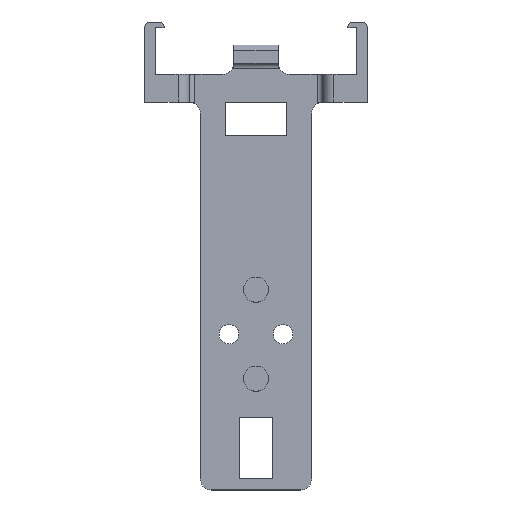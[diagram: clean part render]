
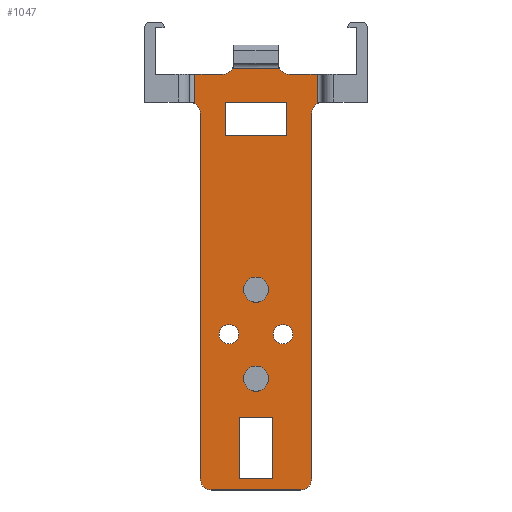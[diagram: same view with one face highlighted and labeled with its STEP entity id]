
A CAD part, top view. The second image highlights one B-rep face of the part: STEP entity #1047.
In plain terms, the highlighted planar face has unit normal (0, 0, 1).
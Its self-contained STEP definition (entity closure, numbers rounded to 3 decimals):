
#19=FACE_BOUND('',#127,.T.);
#20=FACE_BOUND('',#128,.T.);
#21=FACE_BOUND('',#129,.T.);
#22=FACE_BOUND('',#130,.T.);
#23=FACE_BOUND('',#131,.T.);
#24=FACE_BOUND('',#132,.T.);
#30=PLANE('',#1120);
#69=FACE_OUTER_BOUND('',#126,.T.);
#126=EDGE_LOOP('',(#724,#725,#726,#727,#728,#729,#730,#731,#732,#733,#734,
#735,#736,#737));
#127=EDGE_LOOP('',(#738,#739,#740,#741));
#128=EDGE_LOOP('',(#742,#743,#744,#745));
#129=EDGE_LOOP('',(#746));
#130=EDGE_LOOP('',(#747));
#131=EDGE_LOOP('',(#748));
#132=EDGE_LOOP('',(#749));
#193=LINE('',#1520,#310);
#196=LINE('',#1526,#313);
#197=LINE('',#1530,#314);
#198=LINE('',#1532,#315);
#199=LINE('',#1536,#316);
#200=LINE('',#1540,#317);
#201=LINE('',#1542,#318);
#202=LINE('',#1546,#319);
#203=LINE('',#1550,#320);
#204=LINE('',#1552,#321);
#205=LINE('',#1554,#322);
#206=LINE('',#1555,#323);
#207=LINE('',#1558,#324);
#208=LINE('',#1560,#325);
#209=LINE('',#1562,#326);
#210=LINE('',#1563,#327);
#310=VECTOR('',#1219,10.);
#313=VECTOR('',#1224,10.);
#314=VECTOR('',#1227,10.);
#315=VECTOR('',#1228,10.);
#316=VECTOR('',#1231,10.);
#317=VECTOR('',#1234,10.);
#318=VECTOR('',#1235,10.);
#319=VECTOR('',#1238,10.);
#320=VECTOR('',#1241,10.);
#321=VECTOR('',#1242,10.);
#322=VECTOR('',#1243,10.);
#323=VECTOR('',#1244,10.);
#324=VECTOR('',#1245,10.);
#325=VECTOR('',#1246,10.);
#326=VECTOR('',#1247,10.);
#327=VECTOR('',#1248,10.);
#425=CIRCLE('',#1117,2.);
#427=CIRCLE('',#1121,2.);
#428=CIRCLE('',#1122,2.);
#429=CIRCLE('',#1123,2.);
#430=CIRCLE('',#1124,2.);
#431=CIRCLE('',#1125,2.);
#432=CIRCLE('',#1126,2.25);
#433=CIRCLE('',#1127,2.25);
#434=CIRCLE('',#1128,1.75);
#435=CIRCLE('',#1129,1.75);
#459=VERTEX_POINT('',#1510);
#460=VERTEX_POINT('',#1511);
#463=VERTEX_POINT('',#1519);
#465=VERTEX_POINT('',#1525);
#466=VERTEX_POINT('',#1527);
#467=VERTEX_POINT('',#1529);
#468=VERTEX_POINT('',#1531);
#469=VERTEX_POINT('',#1533);
#470=VERTEX_POINT('',#1535);
#471=VERTEX_POINT('',#1537);
#472=VERTEX_POINT('',#1539);
#473=VERTEX_POINT('',#1541);
#474=VERTEX_POINT('',#1543);
#475=VERTEX_POINT('',#1545);
#476=VERTEX_POINT('',#1548);
#477=VERTEX_POINT('',#1549);
#478=VERTEX_POINT('',#1551);
#479=VERTEX_POINT('',#1553);
#480=VERTEX_POINT('',#1556);
#481=VERTEX_POINT('',#1557);
#482=VERTEX_POINT('',#1559);
#483=VERTEX_POINT('',#1561);
#484=VERTEX_POINT('',#1564);
#485=VERTEX_POINT('',#1566);
#486=VERTEX_POINT('',#1568);
#487=VERTEX_POINT('',#1570);
#561=EDGE_CURVE('',#459,#460,#425,.T.);
#565=EDGE_CURVE('',#460,#463,#193,.T.);
#568=EDGE_CURVE('',#465,#459,#196,.T.);
#569=EDGE_CURVE('',#466,#465,#427,.T.);
#570=EDGE_CURVE('',#467,#466,#197,.T.);
#571=EDGE_CURVE('',#468,#467,#198,.T.);
#572=EDGE_CURVE('',#469,#468,#428,.T.);
#573=EDGE_CURVE('',#470,#469,#199,.T.);
#574=EDGE_CURVE('',#471,#470,#429,.T.);
#575=EDGE_CURVE('',#472,#471,#200,.T.);
#576=EDGE_CURVE('',#473,#472,#201,.T.);
#577=EDGE_CURVE('',#474,#473,#430,.T.);
#578=EDGE_CURVE('',#475,#474,#202,.T.);
#579=EDGE_CURVE('',#463,#475,#431,.T.);
#580=EDGE_CURVE('',#476,#477,#203,.T.);
#581=EDGE_CURVE('',#477,#478,#204,.T.);
#582=EDGE_CURVE('',#478,#479,#205,.T.);
#583=EDGE_CURVE('',#479,#476,#206,.T.);
#584=EDGE_CURVE('',#480,#481,#207,.T.);
#585=EDGE_CURVE('',#481,#482,#208,.T.);
#586=EDGE_CURVE('',#482,#483,#209,.T.);
#587=EDGE_CURVE('',#483,#480,#210,.T.);
#588=EDGE_CURVE('',#484,#484,#432,.T.);
#589=EDGE_CURVE('',#485,#485,#433,.T.);
#590=EDGE_CURVE('',#486,#486,#434,.T.);
#591=EDGE_CURVE('',#487,#487,#435,.T.);
#724=ORIENTED_EDGE('',*,*,#561,.F.);
#725=ORIENTED_EDGE('',*,*,#568,.F.);
#726=ORIENTED_EDGE('',*,*,#569,.F.);
#727=ORIENTED_EDGE('',*,*,#570,.F.);
#728=ORIENTED_EDGE('',*,*,#571,.F.);
#729=ORIENTED_EDGE('',*,*,#572,.F.);
#730=ORIENTED_EDGE('',*,*,#573,.F.);
#731=ORIENTED_EDGE('',*,*,#574,.F.);
#732=ORIENTED_EDGE('',*,*,#575,.F.);
#733=ORIENTED_EDGE('',*,*,#576,.F.);
#734=ORIENTED_EDGE('',*,*,#577,.F.);
#735=ORIENTED_EDGE('',*,*,#578,.F.);
#736=ORIENTED_EDGE('',*,*,#579,.F.);
#737=ORIENTED_EDGE('',*,*,#565,.F.);
#738=ORIENTED_EDGE('',*,*,#580,.T.);
#739=ORIENTED_EDGE('',*,*,#581,.T.);
#740=ORIENTED_EDGE('',*,*,#582,.T.);
#741=ORIENTED_EDGE('',*,*,#583,.T.);
#742=ORIENTED_EDGE('',*,*,#584,.T.);
#743=ORIENTED_EDGE('',*,*,#585,.T.);
#744=ORIENTED_EDGE('',*,*,#586,.T.);
#745=ORIENTED_EDGE('',*,*,#587,.T.);
#746=ORIENTED_EDGE('',*,*,#588,.T.);
#747=ORIENTED_EDGE('',*,*,#589,.T.);
#748=ORIENTED_EDGE('',*,*,#590,.T.);
#749=ORIENTED_EDGE('',*,*,#591,.T.);
#1047=ADVANCED_FACE('',(#69,#19,#20,#21,#22,#23,#24),#30,.F.);
#1117=AXIS2_PLACEMENT_3D('',#1512,#1211,#1212);
#1120=AXIS2_PLACEMENT_3D('',#1524,#1222,#1223);
#1121=AXIS2_PLACEMENT_3D('',#1528,#1225,#1226);
#1122=AXIS2_PLACEMENT_3D('',#1534,#1229,#1230);
#1123=AXIS2_PLACEMENT_3D('',#1538,#1232,#1233);
#1124=AXIS2_PLACEMENT_3D('',#1544,#1236,#1237);
#1125=AXIS2_PLACEMENT_3D('',#1547,#1239,#1240);
#1126=AXIS2_PLACEMENT_3D('',#1565,#1249,#1250);
#1127=AXIS2_PLACEMENT_3D('',#1567,#1251,#1252);
#1128=AXIS2_PLACEMENT_3D('',#1569,#1253,#1254);
#1129=AXIS2_PLACEMENT_3D('',#1571,#1255,#1256);
#1211=DIRECTION('center_axis',(0.,0.,-1.));
#1212=DIRECTION('ref_axis',(0.707,-0.707,0.));
#1219=DIRECTION('',(-1.,0.,0.));
#1222=DIRECTION('center_axis',(0.,0.,-1.));
#1223=DIRECTION('ref_axis',(-1.,0.,0.));
#1224=DIRECTION('',(0.,-1.,0.));
#1225=DIRECTION('center_axis',(0.,0.,1.));
#1226=DIRECTION('ref_axis',(-0.707,0.707,0.));
#1227=DIRECTION('',(0.,-1.,0.));
#1228=DIRECTION('',(1.,0.,0.));
#1229=DIRECTION('center_axis',(0.,0.,1.));
#1230=DIRECTION('ref_axis',(-0.707,-0.707,0.));
#1231=DIRECTION('',(1.,0.,0.));
#1232=DIRECTION('center_axis',(0.,0.,1.));
#1233=DIRECTION('ref_axis',(0.707,-0.707,0.));
#1234=DIRECTION('',(1.,0.,0.));
#1235=DIRECTION('',(0.,1.,0.));
#1236=DIRECTION('center_axis',(0.,0.,1.));
#1237=DIRECTION('ref_axis',(0.707,0.707,0.));
#1238=DIRECTION('',(0.,1.,0.));
#1239=DIRECTION('center_axis',(0.,0.,-1.));
#1240=DIRECTION('ref_axis',(-0.707,-0.707,0.));
#1241=DIRECTION('',(0.,-1.,0.));
#1242=DIRECTION('',(-1.,0.,0.));
#1243=DIRECTION('',(0.,1.,0.));
#1244=DIRECTION('',(1.,0.,0.));
#1245=DIRECTION('',(-1.,0.,0.));
#1246=DIRECTION('',(0.,1.,0.));
#1247=DIRECTION('',(1.,0.,0.));
#1248=DIRECTION('',(0.,-1.,0.));
#1249=DIRECTION('center_axis',(0.,0.,-1.));
#1250=DIRECTION('ref_axis',(1.,0.,0.));
#1251=DIRECTION('center_axis',(0.,0.,-1.));
#1252=DIRECTION('ref_axis',(1.,0.,0.));
#1253=DIRECTION('center_axis',(0.,0.,-1.));
#1254=DIRECTION('ref_axis',(1.,0.,0.));
#1255=DIRECTION('center_axis',(0.,0.,-1.));
#1256=DIRECTION('ref_axis',(1.,0.,0.));
#1510=CARTESIAN_POINT('',(10.,-81.7,-2.093));
#1511=CARTESIAN_POINT('',(8.,-83.7,-2.093));
#1512=CARTESIAN_POINT('Origin',(8.,-81.7,-2.093));
#1519=CARTESIAN_POINT('',(-8.,-83.7,-2.093));
#1520=CARTESIAN_POINT('',(8.875,-83.7,-2.093));
#1524=CARTESIAN_POINT('Origin',(17.75,-6.,-2.093));
#1525=CARTESIAN_POINT('',(10.,-16.,-2.093));
#1526=CARTESIAN_POINT('',(10.,-61.,-2.093));
#1527=CARTESIAN_POINT('',(11.,-14.268,-2.093));
#1528=CARTESIAN_POINT('Origin',(12.,-16.,-2.093));
#1529=CARTESIAN_POINT('',(11.,-9.,-2.093));
#1530=CARTESIAN_POINT('',(11.,-7.5,-2.093));
#1531=CARTESIAN_POINT('',(6.,-9.,-2.093));
#1532=CARTESIAN_POINT('',(8.875,-9.,-2.093));
#1533=CARTESIAN_POINT('',(4.268,-8.,-2.093));
#1534=CARTESIAN_POINT('Origin',(6.,-7.,-2.093));
#1535=CARTESIAN_POINT('',(-4.268,-8.,-2.093));
#1536=CARTESIAN_POINT('',(6.875,-8.,-2.093));
#1537=CARTESIAN_POINT('',(-6.,-9.,-2.093));
#1538=CARTESIAN_POINT('Origin',(-6.,-7.,-2.093));
#1539=CARTESIAN_POINT('',(-11.,-9.,-2.093));
#1540=CARTESIAN_POINT('',(8.875,-9.,-2.093));
#1541=CARTESIAN_POINT('',(-11.,-14.268,-2.093));
#1542=CARTESIAN_POINT('',(-11.,-10.,-2.093));
#1543=CARTESIAN_POINT('',(-10.,-16.,-2.093));
#1544=CARTESIAN_POINT('Origin',(-12.,-16.,-2.093));
#1545=CARTESIAN_POINT('',(-10.,-81.7,-2.093));
#1546=CARTESIAN_POINT('',(-10.,-10.,-2.093));
#1547=CARTESIAN_POINT('Origin',(-8.,-81.7,-2.093));
#1548=CARTESIAN_POINT('',(3.,-70.7,-2.093));
#1549=CARTESIAN_POINT('',(3.,-81.7,-2.093));
#1550=CARTESIAN_POINT('',(3.,-38.35,-2.093));
#1551=CARTESIAN_POINT('',(-3.,-81.7,-2.093));
#1552=CARTESIAN_POINT('',(10.375,-81.7,-2.093));
#1553=CARTESIAN_POINT('',(-3.,-70.7,-2.093));
#1554=CARTESIAN_POINT('',(-3.,-43.85,-2.093));
#1555=CARTESIAN_POINT('',(7.375,-70.7,-2.093));
#1556=CARTESIAN_POINT('',(5.5,-20.,-2.093));
#1557=CARTESIAN_POINT('',(-5.5,-20.,-2.093));
#1558=CARTESIAN_POINT('',(11.625,-20.,-2.093));
#1559=CARTESIAN_POINT('',(-5.5,-14.,-2.093));
#1560=CARTESIAN_POINT('',(-5.5,-13.,-2.093));
#1561=CARTESIAN_POINT('',(5.5,-14.,-2.093));
#1562=CARTESIAN_POINT('',(6.125,-14.,-2.093));
#1563=CARTESIAN_POINT('',(5.5,-10.,-2.093));
#1564=CARTESIAN_POINT('',(-2.25,-63.7,-2.093));
#1565=CARTESIAN_POINT('Origin',(0.,-63.7,
-2.093));
#1566=CARTESIAN_POINT('',(-2.25,-47.7,-2.093));
#1567=CARTESIAN_POINT('Origin',(0.,-47.7,
-2.093));
#1568=CARTESIAN_POINT('',(3.125,-55.7,-2.093));
#1569=CARTESIAN_POINT('Origin',(4.875,-55.7,-2.093));
#1570=CARTESIAN_POINT('',(-6.625,-55.7,-2.093));
#1571=CARTESIAN_POINT('Origin',(-4.875,-55.7,-2.093));
